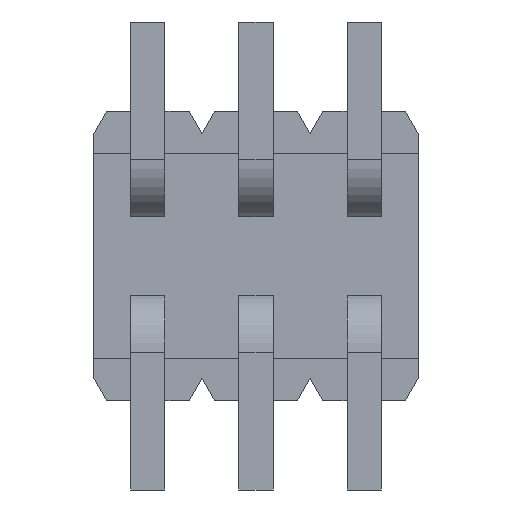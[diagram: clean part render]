
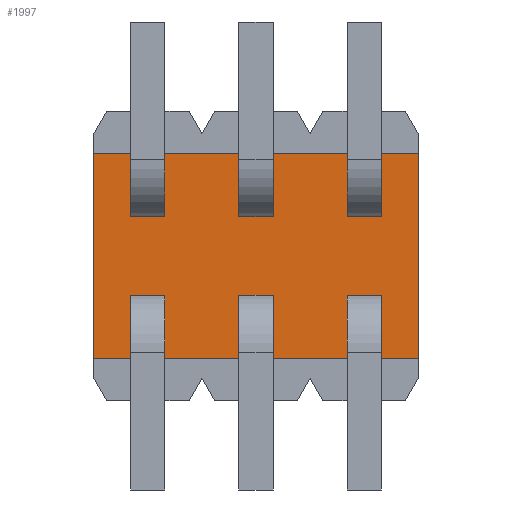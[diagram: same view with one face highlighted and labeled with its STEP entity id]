
A CAD part, front view. The second image highlights one B-rep face of the part: STEP entity #1997.
In plain terms, the highlighted planar face has unit normal (0, -1, 0).
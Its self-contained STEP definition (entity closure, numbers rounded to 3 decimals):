
#54=DIRECTION('',(0.,0.,-1.));
#55=VECTOR('',#54,2.4);
#56=CARTESIAN_POINT('',(-0.635,0.1,1.2));
#57=LINE('3738',#56,#55);
#207=DIRECTION('',(1.,0.,0.));
#208=VECTOR('',#207,3.81);
#209=CARTESIAN_POINT('',(-0.635,0.1,1.2));
#210=LINE('3742',#209,#208);
#211=DIRECTION('',(0.,0.,-1.));
#212=VECTOR('',#211,0.447);
#213=CARTESIAN_POINT('',(0.2,0.1,0.911));
#214=LINE('3788',#213,#212);
#215=DIRECTION('',(-1.,0.,0.));
#216=VECTOR('',#215,0.4);
#217=CARTESIAN_POINT('',(0.2,0.1,0.911));
#218=LINE('3791',#217,#216);
#219=DIRECTION('',(0.,0.,-1.));
#220=VECTOR('',#219,0.447);
#221=CARTESIAN_POINT('',(-0.2,0.1,0.911));
#222=LINE('3789',#221,#220);
#223=DIRECTION('',(-1.,0.,0.));
#224=VECTOR('',#223,0.4);
#225=CARTESIAN_POINT('',(0.2,0.1,0.464));
#226=LINE('3790',#225,#224);
#227=DIRECTION('',(0.,0.,1.));
#228=VECTOR('',#227,0.447);
#229=CARTESIAN_POINT('',(0.2,0.1,-0.911));
#230=LINE('3792',#229,#228);
#231=DIRECTION('',(1.,0.,0.));
#232=VECTOR('',#231,0.4);
#233=CARTESIAN_POINT('',(-0.2,0.1,-0.464));
#234=LINE('3794',#233,#232);
#235=DIRECTION('',(0.,0.,1.));
#236=VECTOR('',#235,0.447);
#237=CARTESIAN_POINT('',(-0.2,0.1,-0.911));
#238=LINE('3793',#237,#236);
#239=DIRECTION('',(1.,0.,0.));
#240=VECTOR('',#239,0.4);
#241=CARTESIAN_POINT('',(-0.2,0.1,-0.911));
#242=LINE('3795',#241,#240);
#243=DIRECTION('',(0.,0.,-1.));
#244=VECTOR('',#243,0.447);
#245=CARTESIAN_POINT('',(1.47,0.1,0.911));
#246=LINE('3866',#245,#244);
#247=DIRECTION('',(-1.,0.,0.));
#248=VECTOR('',#247,0.4);
#249=CARTESIAN_POINT('',(1.47,0.1,0.911));
#250=LINE('3869',#249,#248);
#251=DIRECTION('',(0.,0.,-1.));
#252=VECTOR('',#251,0.447);
#253=CARTESIAN_POINT('',(1.07,0.1,0.911));
#254=LINE('3867',#253,#252);
#255=DIRECTION('',(-1.,0.,0.));
#256=VECTOR('',#255,0.4);
#257=CARTESIAN_POINT('',(1.47,0.1,0.464));
#258=LINE('3868',#257,#256);
#259=DIRECTION('',(0.,0.,1.));
#260=VECTOR('',#259,0.447);
#261=CARTESIAN_POINT('',(1.47,0.1,-0.911));
#262=LINE('3870',#261,#260);
#263=DIRECTION('',(1.,0.,0.));
#264=VECTOR('',#263,0.4);
#265=CARTESIAN_POINT('',(1.07,0.1,-0.464));
#266=LINE('3872',#265,#264);
#267=DIRECTION('',(0.,0.,1.));
#268=VECTOR('',#267,0.447);
#269=CARTESIAN_POINT('',(1.07,0.1,-0.911));
#270=LINE('3871',#269,#268);
#271=DIRECTION('',(1.,0.,0.));
#272=VECTOR('',#271,0.4);
#273=CARTESIAN_POINT('',(1.07,0.1,-0.911));
#274=LINE('3873',#273,#272);
#275=DIRECTION('',(0.,0.,-1.));
#276=VECTOR('',#275,0.447);
#277=CARTESIAN_POINT('',(2.74,0.1,0.911));
#278=LINE('3944',#277,#276);
#279=DIRECTION('',(-1.,0.,0.));
#280=VECTOR('',#279,0.4);
#281=CARTESIAN_POINT('',(2.74,0.1,0.911));
#282=LINE('3947',#281,#280);
#283=DIRECTION('',(0.,0.,-1.));
#284=VECTOR('',#283,0.447);
#285=CARTESIAN_POINT('',(2.34,0.1,0.911));
#286=LINE('3945',#285,#284);
#287=DIRECTION('',(-1.,0.,0.));
#288=VECTOR('',#287,0.4);
#289=CARTESIAN_POINT('',(2.74,0.1,0.464));
#290=LINE('3946',#289,#288);
#291=DIRECTION('',(0.,0.,1.));
#292=VECTOR('',#291,0.447);
#293=CARTESIAN_POINT('',(2.74,0.1,-0.911));
#294=LINE('3948',#293,#292);
#295=DIRECTION('',(1.,0.,0.));
#296=VECTOR('',#295,0.4);
#297=CARTESIAN_POINT('',(2.34,0.1,-0.464));
#298=LINE('3950',#297,#296);
#299=DIRECTION('',(0.,0.,1.));
#300=VECTOR('',#299,0.447);
#301=CARTESIAN_POINT('',(2.34,0.1,-0.911));
#302=LINE('3949',#301,#300);
#303=DIRECTION('',(1.,0.,0.));
#304=VECTOR('',#303,0.4);
#305=CARTESIAN_POINT('',(2.34,0.1,-0.911));
#306=LINE('3951',#305,#304);
#319=DIRECTION('',(0.,0.,-1.));
#320=VECTOR('',#319,2.4);
#321=CARTESIAN_POINT('',(3.175,0.1,1.2));
#322=LINE('3745',#321,#320);
#700=DIRECTION('',(1.,0.,0.));
#701=VECTOR('',#700,3.81);
#702=CARTESIAN_POINT('',(-0.635,0.1,-1.2));
#703=LINE('3743',#702,#701);
#1306=CARTESIAN_POINT('',(-0.635,0.1,1.2));
#1308=VERTEX_POINT('',#1306);
#1309=CARTESIAN_POINT('',(-0.635,0.1,-1.2));
#1310=VERTEX_POINT('',#1309);
#1313=CARTESIAN_POINT('',(3.175,0.1,1.2));
#1314=VERTEX_POINT('',#1313);
#1315=CARTESIAN_POINT('',(3.175,0.1,-1.2));
#1316=VERTEX_POINT('',#1315);
#1401=CARTESIAN_POINT('',(0.2,0.1,0.911));
#1402=CARTESIAN_POINT('',(0.2,0.1,0.464));
#1403=VERTEX_POINT('',#1401);
#1404=VERTEX_POINT('',#1402);
#1405=CARTESIAN_POINT('',(-0.2,0.1,0.911));
#1406=CARTESIAN_POINT('',(-0.2,0.1,0.464));
#1407=VERTEX_POINT('',#1405);
#1408=VERTEX_POINT('',#1406);
#1409=CARTESIAN_POINT('',(0.2,0.1,-0.911));
#1410=CARTESIAN_POINT('',(0.2,0.1,-0.464));
#1411=VERTEX_POINT('',#1409);
#1412=VERTEX_POINT('',#1410);
#1413=CARTESIAN_POINT('',(-0.2,0.1,-0.911));
#1414=CARTESIAN_POINT('',(-0.2,0.1,-0.464));
#1415=VERTEX_POINT('',#1413);
#1416=VERTEX_POINT('',#1414);
#1497=CARTESIAN_POINT('',(1.47,0.1,0.911));
#1498=CARTESIAN_POINT('',(1.47,0.1,0.464));
#1499=VERTEX_POINT('',#1497);
#1500=VERTEX_POINT('',#1498);
#1501=CARTESIAN_POINT('',(1.07,0.1,0.911));
#1502=CARTESIAN_POINT('',(1.07,0.1,0.464));
#1503=VERTEX_POINT('',#1501);
#1504=VERTEX_POINT('',#1502);
#1505=CARTESIAN_POINT('',(1.47,0.1,-0.911));
#1506=CARTESIAN_POINT('',(1.47,0.1,-0.464));
#1507=VERTEX_POINT('',#1505);
#1508=VERTEX_POINT('',#1506);
#1509=CARTESIAN_POINT('',(1.07,0.1,-0.911));
#1510=CARTESIAN_POINT('',(1.07,0.1,-0.464));
#1511=VERTEX_POINT('',#1509);
#1512=VERTEX_POINT('',#1510);
#1593=CARTESIAN_POINT('',(2.74,0.1,0.911));
#1594=CARTESIAN_POINT('',(2.74,0.1,0.464));
#1595=VERTEX_POINT('',#1593);
#1596=VERTEX_POINT('',#1594);
#1597=CARTESIAN_POINT('',(2.34,0.1,0.911));
#1598=CARTESIAN_POINT('',(2.34,0.1,0.464));
#1599=VERTEX_POINT('',#1597);
#1600=VERTEX_POINT('',#1598);
#1601=CARTESIAN_POINT('',(2.74,0.1,-0.911));
#1602=CARTESIAN_POINT('',(2.74,0.1,-0.464));
#1603=VERTEX_POINT('',#1601);
#1604=VERTEX_POINT('',#1602);
#1605=CARTESIAN_POINT('',(2.34,0.1,-0.911));
#1606=CARTESIAN_POINT('',(2.34,0.1,-0.464));
#1607=VERTEX_POINT('',#1605);
#1608=VERTEX_POINT('',#1606);
#1930=CARTESIAN_POINT('',(-0.635,0.1,1.2));
#1931=DIRECTION('',(0.,1.,0.));
#1932=DIRECTION('',(0.,0.,-1.));
#1933=AXIS2_PLACEMENT_3D('',#1930,#1931,#1932);
#1934=PLANE('3598',#1933);
#1935=ORIENTED_EDGE('3738',*,*,#1704,.F.);
#1936=ORIENTED_EDGE('3742',*,*,#1730,.T.);
#1938=ORIENTED_EDGE('3745',*,*,#1937,.T.);
#1940=ORIENTED_EDGE('3743',*,*,#1939,.F.);
#1941=EDGE_LOOP('3598',(#1935,#1936,#1938,#1940));
#1942=FACE_OUTER_BOUND('3598',#1941,.F.);
#1943=ORIENTED_EDGE('3788',*,*,#1892,.F.);
#1944=ORIENTED_EDGE('3791',*,*,#1922,.T.);
#1945=ORIENTED_EDGE('3789',*,*,#1641,.T.);
#1947=ORIENTED_EDGE('3790',*,*,#1946,.F.);
#1948=EDGE_LOOP('3598',(#1943,#1944,#1945,#1947));
#1949=FACE_BOUND('3598',#1948,.F.);
#1951=ORIENTED_EDGE('3792',*,*,#1950,.T.);
#1953=ORIENTED_EDGE('3794',*,*,#1952,.F.);
#1955=ORIENTED_EDGE('3793',*,*,#1954,.F.);
#1957=ORIENTED_EDGE('3795',*,*,#1956,.T.);
#1958=EDGE_LOOP('3598',(#1951,#1953,#1955,#1957));
#1959=FACE_BOUND('3598',#1958,.F.);
#1960=ORIENTED_EDGE('3866',*,*,#1813,.F.);
#1962=ORIENTED_EDGE('3869',*,*,#1961,.T.);
#1963=ORIENTED_EDGE('3867',*,*,#1855,.T.);
#1965=ORIENTED_EDGE('3868',*,*,#1964,.F.);
#1966=EDGE_LOOP('3598',(#1960,#1962,#1963,#1965));
#1967=FACE_BOUND('3598',#1966,.F.);
#1969=ORIENTED_EDGE('3870',*,*,#1968,.T.);
#1971=ORIENTED_EDGE('3872',*,*,#1970,.F.);
#1973=ORIENTED_EDGE('3871',*,*,#1972,.F.);
#1975=ORIENTED_EDGE('3873',*,*,#1974,.T.);
#1976=EDGE_LOOP('3598',(#1969,#1971,#1973,#1975));
#1977=FACE_BOUND('3598',#1976,.F.);
#1979=ORIENTED_EDGE('3944',*,*,#1978,.F.);
#1981=ORIENTED_EDGE('3947',*,*,#1980,.T.);
#1982=ORIENTED_EDGE('3945',*,*,#1775,.T.);
#1984=ORIENTED_EDGE('3946',*,*,#1983,.F.);
#1985=EDGE_LOOP('3598',(#1979,#1981,#1982,#1984));
#1986=FACE_BOUND('3598',#1985,.F.);
#1988=ORIENTED_EDGE('3948',*,*,#1987,.T.);
#1990=ORIENTED_EDGE('3950',*,*,#1989,.F.);
#1992=ORIENTED_EDGE('3949',*,*,#1991,.F.);
#1994=ORIENTED_EDGE('3951',*,*,#1993,.T.);
#1995=EDGE_LOOP('3598',(#1988,#1990,#1992,#1994));
#1996=FACE_BOUND('3598',#1995,.F.);
#1997=ADVANCED_FACE('3598',(#1942,#1949,#1959,#1967,#1977,#1986,#1996),#1934,
.F.);
#1641=EDGE_CURVE('3789',#1407,#1408,#222,.T.);
#1704=EDGE_CURVE('3738',#1308,#1310,#57,.T.);
#1730=EDGE_CURVE('3742',#1308,#1314,#210,.T.);
#1775=EDGE_CURVE('3945',#1599,#1600,#286,.T.);
#1813=EDGE_CURVE('3866',#1499,#1500,#246,.T.);
#1855=EDGE_CURVE('3867',#1503,#1504,#254,.T.);
#1892=EDGE_CURVE('3788',#1403,#1404,#214,.T.);
#1922=EDGE_CURVE('3791',#1403,#1407,#218,.T.);
#1937=EDGE_CURVE('3745',#1314,#1316,#322,.T.);
#1939=EDGE_CURVE('3743',#1310,#1316,#703,.T.);
#1946=EDGE_CURVE('3790',#1404,#1408,#226,.T.);
#1950=EDGE_CURVE('3792',#1411,#1412,#230,.T.);
#1952=EDGE_CURVE('3794',#1416,#1412,#234,.T.);
#1954=EDGE_CURVE('3793',#1415,#1416,#238,.T.);
#1956=EDGE_CURVE('3795',#1415,#1411,#242,.T.);
#1961=EDGE_CURVE('3869',#1499,#1503,#250,.T.);
#1964=EDGE_CURVE('3868',#1500,#1504,#258,.T.);
#1968=EDGE_CURVE('3870',#1507,#1508,#262,.T.);
#1970=EDGE_CURVE('3872',#1512,#1508,#266,.T.);
#1972=EDGE_CURVE('3871',#1511,#1512,#270,.T.);
#1974=EDGE_CURVE('3873',#1511,#1507,#274,.T.);
#1978=EDGE_CURVE('3944',#1595,#1596,#278,.T.);
#1980=EDGE_CURVE('3947',#1595,#1599,#282,.T.);
#1983=EDGE_CURVE('3946',#1596,#1600,#290,.T.);
#1987=EDGE_CURVE('3948',#1603,#1604,#294,.T.);
#1989=EDGE_CURVE('3950',#1608,#1604,#298,.T.);
#1991=EDGE_CURVE('3949',#1607,#1608,#302,.T.);
#1993=EDGE_CURVE('3951',#1607,#1603,#306,.T.);
